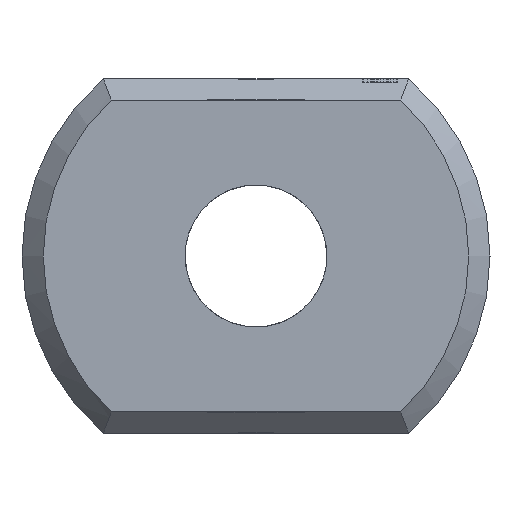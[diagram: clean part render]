
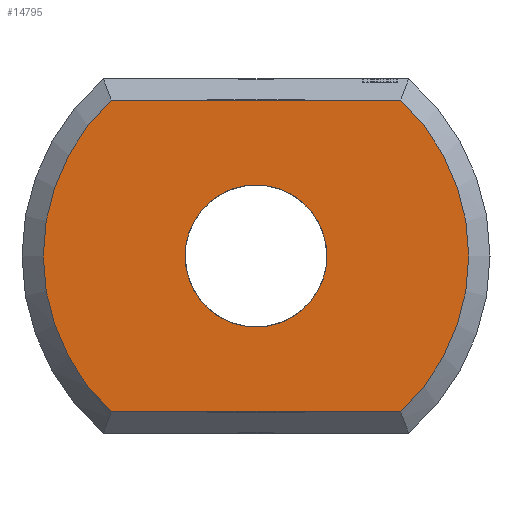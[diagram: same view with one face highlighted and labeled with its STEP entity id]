
A CAD part, left-side view. The second image highlights one B-rep face of the part: STEP entity #14795.
In plain terms, the highlighted planar face has unit normal (-1, 0, 0).
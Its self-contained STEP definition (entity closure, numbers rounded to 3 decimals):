
#3669 = VERTEX_POINT('',#3670);
#3670 = CARTESIAN_POINT('',(0.,-2.04,2.2));
#3679 = VERTEX_POINT('',#3680);
#3680 = CARTESIAN_POINT('',(0.,-2.04,-2.2));
#3687 = EDGE_CURVE('',#3669,#3679,#3688,.T.);
#3688 = CIRCLE('',#3689,3.);
#3689 = AXIS2_PLACEMENT_3D('',#3690,#3691,#3692);
#3690 = CARTESIAN_POINT('',(0.,0.,0.));
#3691 = DIRECTION('',(1.,0.,0.));
#3692 = DIRECTION('',(0.,-0.653,0.758)
  );
#4536 = VERTEX_POINT('',#4537);
#4537 = CARTESIAN_POINT('',(0.,2.04,2.2));
#4544 = EDGE_CURVE('',#3669,#4536,#4545,.T.);
#4545 = LINE('',#4546,#4547);
#4546 = CARTESIAN_POINT('',(0.,-2.154,2.2));
#4547 = VECTOR('',#4548,1.);
#4548 = DIRECTION('',(0.,1.,0.));
#14795 = ADVANCED_FACE('',(#14796,#14815),#14826,.F.);
#14796 = FACE_BOUND('',#14797,.F.);
#14797 = EDGE_LOOP('',(#14798,#14807,#14808,#14809));
#14798 = ORIENTED_EDGE('',*,*,#14799,.T.);
#14799 = EDGE_CURVE('',#14800,#4536,#14802,.T.);
#14800 = VERTEX_POINT('',#14801);
#14801 = CARTESIAN_POINT('',(0.,2.04,-2.2));
#14802 = CIRCLE('',#14803,3.);
#14803 = AXIS2_PLACEMENT_3D('',#14804,#14805,#14806);
#14804 = CARTESIAN_POINT('',(0.,0.,0.));
#14805 = DIRECTION('',(1.,0.,0.));
#14806 = DIRECTION('',(0.,0.653,-0.758)
  );
#14807 = ORIENTED_EDGE('',*,*,#4544,.F.);
#14808 = ORIENTED_EDGE('',*,*,#3687,.T.);
#14809 = ORIENTED_EDGE('',*,*,#14810,.T.);
#14810 = EDGE_CURVE('',#3679,#14800,#14811,.T.);
#14811 = LINE('',#14812,#14813);
#14812 = CARTESIAN_POINT('',(0.,-2.154,-2.2));
#14813 = VECTOR('',#14814,1.);
#14814 = DIRECTION('',(0.,1.,0.));
#14815 = FACE_BOUND('',#14816,.T.);
#14816 = EDGE_LOOP('',(#14817));
#14817 = ORIENTED_EDGE('',*,*,#14818,.T.);
#14818 = EDGE_CURVE('',#14819,#14819,#14821,.T.);
#14819 = VERTEX_POINT('',#14820);
#14820 = CARTESIAN_POINT('',(0.,1.,0.)
  );
#14821 = CIRCLE('',#14822,1.);
#14822 = AXIS2_PLACEMENT_3D('',#14823,#14824,#14825);
#14823 = CARTESIAN_POINT('',(0.,0.,0.));
#14824 = DIRECTION('',(1.,0.,0.));
#14825 = DIRECTION('',(0.,1.,0.));
#14826 = PLANE('',#14827);
#14827 = AXIS2_PLACEMENT_3D('',#14828,#14829,#14830);
#14828 = CARTESIAN_POINT('',(0.,0.,0.));
#14829 = DIRECTION('',(1.,0.,0.));
#14830 = DIRECTION('',(0.,0.,1.));
